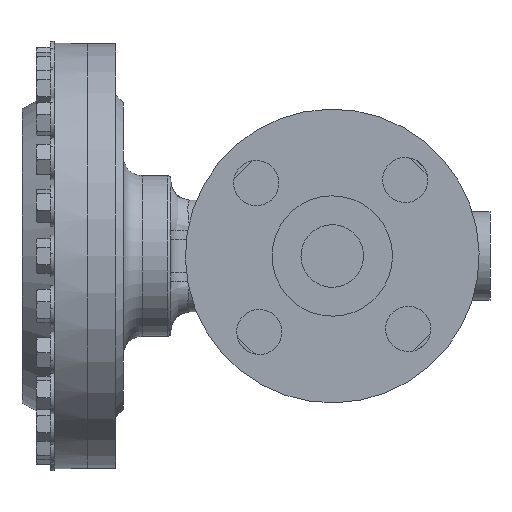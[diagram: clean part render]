
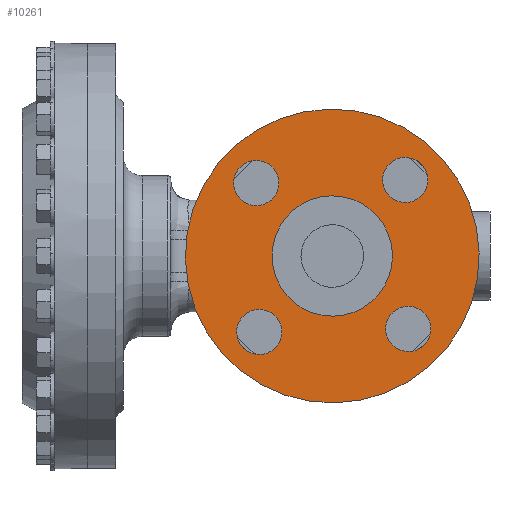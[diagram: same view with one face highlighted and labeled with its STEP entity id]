
A CAD part, left-side view. The second image highlights one B-rep face of the part: STEP entity #10261.
In plain terms, the highlighted planar face has unit normal (-1, 0, 0).
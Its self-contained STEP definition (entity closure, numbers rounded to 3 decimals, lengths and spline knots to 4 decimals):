
#99 = EDGE_CURVE ( 'NONE', #33031, #15365, #31455, .T. ) ;
#228 = AXIS2_PLACEMENT_3D ( 'NONE', #12660, #12540, #12421 ) ;
#316 = EDGE_CURVE ( 'NONE', #25619, #18212, #19836, .T. ) ;
#465 = EDGE_CURVE ( 'NONE', #18212, #25619, #18099, .T. ) ;
#941 = DIRECTION ( 'NONE',  ( 0., 0.02, 1. ) ) ;
#1213 = CIRCLE ( 'NONE', #18137, 0.375 ) ;
#1280 = CIRCLE ( 'NONE', #9842, 0.375 ) ;
#1623 = ORIENTED_EDGE ( 'NONE', *, *, #465, .T. ) ;
#2325 = CARTESIAN_POINT ( 'NONE',  ( -4.8335, 0.0497, 2.4395 ) ) ;
#2326 = VERTEX_POINT ( 'NONE', #6592 ) ;
#2865 = DIRECTION ( 'NONE',  ( -1., 0., 0. ) ) ;
#3044 = CIRCLE ( 'NONE', #4601, 0.375 ) ;
#3232 = VERTEX_POINT ( 'NONE', #13259 ) ;
#4554 = CARTESIAN_POINT ( 'NONE',  ( -4.8335, 0., 0. ) ) ;
#4601 = AXIS2_PLACEMENT_3D ( 'NONE', #19343, #2865, #22118 ) ;
#5183 = AXIS2_PLACEMENT_3D ( 'NONE', #32875, #16425, #35619 ) ;
#5284 = CARTESIAN_POINT ( 'NONE',  ( -4.8335, 1.212, -1.2624 ) ) ;
#5359 = CARTESIAN_POINT ( 'NONE',  ( -4.8335, -0.0497, -2.4395 ) ) ;
#6220 = CIRCLE ( 'NONE', #8891, 2.44 ) ;
#6222 = AXIS2_PLACEMENT_3D ( 'NONE', #5284, #24501, #8075 ) ;
#6566 = FACE_OUTER_BOUND ( 'NONE', #34532, .T. ) ;
#6592 = CARTESIAN_POINT ( 'NONE',  ( -4.8335, 1.2196, -0.8875 ) ) ;
#6881 = CARTESIAN_POINT ( 'NONE',  ( -4.8335, -1.212, 1.2624 ) ) ;
#6998 = DIRECTION ( 'NONE',  ( 1., 0., 0. ) ) ;
#7327 = DIRECTION ( 'NONE',  ( 0., -0.02, -1. ) ) ;
#7425 = FACE_BOUND ( 'NONE', #32815, .T. ) ;
#7699 = EDGE_CURVE ( 'NONE', #29297, #27998, #6220, .T. ) ;
#7737 = VERTEX_POINT ( 'NONE', #32074 ) ;
#8075 = DIRECTION ( 'NONE',  ( 0., 0.02, 1. ) ) ;
#8791 = ORIENTED_EDGE ( 'NONE', *, *, #99, .F. ) ;
#8891 = AXIS2_PLACEMENT_3D ( 'NONE', #4554, #23773, #7327 ) ;
#9637 = EDGE_LOOP ( 'NONE', ( #20639, #13985 ) ) ;
#9669 = DIRECTION ( 'NONE',  ( 0., 0.02, 1. ) ) ;
#9842 = AXIS2_PLACEMENT_3D ( 'NONE', #30077, #13654, #32847 ) ;
#10261 = ADVANCED_FACE ( 'NONE', ( #7425, #28483, #14767, #21167, #13888, #6566 ), #10976, .T. ) ;
#10976 = PLANE ( 'NONE',  #33059 ) ;
#12036 = CARTESIAN_POINT ( 'NONE',  ( -4.8335, 1.2043, -1.6373 ) ) ;
#12421 = DIRECTION ( 'NONE',  ( 0., -0.02, -1. ) ) ;
#12478 = VERTEX_POINT ( 'NONE', #23881 ) ;
#12540 = DIRECTION ( 'NONE',  ( 1., 0., 0. ) ) ;
#12660 = CARTESIAN_POINT ( 'NONE',  ( -4.8335, 0., 0. ) ) ;
#13259 = CARTESIAN_POINT ( 'NONE',  ( -4.8335, 1.27, 1.5869 ) ) ;
#13654 = DIRECTION ( 'NONE',  ( -1., 0., 0. ) ) ;
#13691 = CIRCLE ( 'NONE', #6222, 0.375 ) ;
#13731 = DIRECTION ( 'NONE',  ( 0., 0.02, 1. ) ) ;
#13747 = EDGE_CURVE ( 'NONE', #7737, #3232, #3044, .T. ) ;
#13888 = FACE_BOUND ( 'NONE', #26360, .T. ) ;
#13985 = ORIENTED_EDGE ( 'NONE', *, *, #35559, .F. ) ;
#14767 = FACE_BOUND ( 'NONE', #9637, .T. ) ;
#14779 = DIRECTION ( 'NONE',  ( -1., 0., 0. ) ) ;
#15259 = EDGE_LOOP ( 'NONE', ( #16311, #8791 ) ) ;
#15365 = VERTEX_POINT ( 'NONE', #20831 ) ;
#15491 = CARTESIAN_POINT ( 'NONE',  ( -4.8335, 0.0204, 0.9998 ) ) ;
#16298 = CIRCLE ( 'NONE', #24872, 0.375 ) ;
#16311 = ORIENTED_EDGE ( 'NONE', *, *, #32988, .F. ) ;
#16425 = DIRECTION ( 'NONE',  ( -1., 0., 0. ) ) ;
#17002 = CIRCLE ( 'NONE', #5183, 0.375 ) ;
#17228 = CARTESIAN_POINT ( 'NONE',  ( -4.8335, -1.2043, 1.6373 ) ) ;
#17409 = DIRECTION ( 'NONE',  ( -1., 0., 0. ) ) ;
#18099 = CIRCLE ( 'NONE', #228, 1. ) ;
#18137 = AXIS2_PLACEMENT_3D ( 'NONE', #31210, #14779, #33970 ) ;
#18212 = VERTEX_POINT ( 'NONE', #35311 ) ;
#18751 = DIRECTION ( 'NONE',  ( 0., -0.02, -1. ) ) ;
#18850 = EDGE_CURVE ( 'NONE', #2326, #18973, #17002, .T. ) ;
#18869 = DIRECTION ( 'NONE',  ( 1., 0., 0. ) ) ;
#18973 = VERTEX_POINT ( 'NONE', #12036 ) ;
#18986 = CARTESIAN_POINT ( 'NONE',  ( -4.8335, 0., 0. ) ) ;
#19343 = CARTESIAN_POINT ( 'NONE',  ( -4.8335, 1.2624, 1.212 ) ) ;
#19836 = CIRCLE ( 'NONE', #21170, 1. ) ;
#19844 = CIRCLE ( 'NONE', #26127, 2.44 ) ;
#20202 = EDGE_CURVE ( 'NONE', #12478, #23425, #31992, .T. ) ;
#20214 = ORIENTED_EDGE ( 'NONE', *, *, #7699, .F. ) ;
#20639 = ORIENTED_EDGE ( 'NONE', *, *, #18850, .F. ) ;
#20831 = CARTESIAN_POINT ( 'NONE',  ( -4.8335, -1.2547, -0.8371 ) ) ;
#20952 = ORIENTED_EDGE ( 'NONE', *, *, #20202, .F. ) ;
#21167 = FACE_BOUND ( 'NONE', #15259, .T. ) ;
#21170 = AXIS2_PLACEMENT_3D ( 'NONE', #18986, #18869, #18751 ) ;
#21884 = CARTESIAN_POINT ( 'NONE',  ( -4.8335, -0.9998, 0.0204 ) ) ;
#22118 = DIRECTION ( 'NONE',  ( 0., 0.02, 1. ) ) ;
#23410 = AXIS2_PLACEMENT_3D ( 'NONE', #6881, #26084, #9669 ) ;
#23425 = VERTEX_POINT ( 'NONE', #17228 ) ;
#23454 = CARTESIAN_POINT ( 'NONE',  ( -4.8335, 0., 0. ) ) ;
#23773 = DIRECTION ( 'NONE',  ( 1., 0., 0. ) ) ;
#23881 = CARTESIAN_POINT ( 'NONE',  ( -4.8335, -1.2196, 0.8875 ) ) ;
#24501 = DIRECTION ( 'NONE',  ( -1., 0., 0. ) ) ;
#24872 = AXIS2_PLACEMENT_3D ( 'NONE', #33875, #17409, #941 ) ;
#25619 = VERTEX_POINT ( 'NONE', #15491 ) ;
#25960 = EDGE_CURVE ( 'NONE', #3232, #7737, #16298, .T. ) ;
#26084 = DIRECTION ( 'NONE',  ( -1., 0., 0. ) ) ;
#26127 = AXIS2_PLACEMENT_3D ( 'NONE', #23454, #6998, #26201 ) ;
#26201 = DIRECTION ( 'NONE',  ( 0., -0.02, -1. ) ) ;
#26297 = ORIENTED_EDGE ( 'NONE', *, *, #34900, .F. ) ;
#26360 = EDGE_LOOP ( 'NONE', ( #1623, #31043 ) ) ;
#27998 = VERTEX_POINT ( 'NONE', #5359 ) ;
#28483 = FACE_BOUND ( 'NONE', #31591, .T. ) ;
#28866 = ORIENTED_EDGE ( 'NONE', *, *, #31158, .F. ) ;
#29063 = ORIENTED_EDGE ( 'NONE', *, *, #13747, .F. ) ;
#29297 = VERTEX_POINT ( 'NONE', #2325 ) ;
#29444 = ORIENTED_EDGE ( 'NONE', *, *, #25960, .F. ) ;
#30077 = CARTESIAN_POINT ( 'NONE',  ( -4.8335, -1.2624, -1.212 ) ) ;
#30181 = DIRECTION ( 'NONE',  ( -1., 0., 0. ) ) ;
#30289 = DIRECTION ( 'NONE',  ( 0., 0.02, 1. ) ) ;
#30327 = DIRECTION ( 'NONE',  ( -1., 0., 0. ) ) ;
#30404 = CARTESIAN_POINT ( 'NONE',  ( -4.8335, -1.2624, -1.212 ) ) ;
#31043 = ORIENTED_EDGE ( 'NONE', *, *, #316, .T. ) ;
#31087 = AXIS2_PLACEMENT_3D ( 'NONE', #30404, #30327, #30289 ) ;
#31158 = EDGE_CURVE ( 'NONE', #27998, #29297, #19844, .T. ) ;
#31210 = CARTESIAN_POINT ( 'NONE',  ( -4.8335, -1.212, 1.2624 ) ) ;
#31455 = CIRCLE ( 'NONE', #31087, 0.375 ) ;
#31591 = EDGE_LOOP ( 'NONE', ( #29444, #29063 ) ) ;
#31992 = CIRCLE ( 'NONE', #23410, 0.375 ) ;
#32074 = CARTESIAN_POINT ( 'NONE',  ( -4.8335, 1.2547, 0.8371 ) ) ;
#32815 = EDGE_LOOP ( 'NONE', ( #26297, #20952 ) ) ;
#32847 = DIRECTION ( 'NONE',  ( 0., 0.02, 1. ) ) ;
#32875 = CARTESIAN_POINT ( 'NONE',  ( -4.8335, 1.212, -1.2624 ) ) ;
#32988 = EDGE_CURVE ( 'NONE', #15365, #33031, #1280, .T. ) ;
#33031 = VERTEX_POINT ( 'NONE', #33079 ) ;
#33059 = AXIS2_PLACEMENT_3D ( 'NONE', #21884, #30181, #13731 ) ;
#33079 = CARTESIAN_POINT ( 'NONE',  ( -4.8335, -1.27, -1.5869 ) ) ;
#33875 = CARTESIAN_POINT ( 'NONE',  ( -4.8335, 1.2624, 1.212 ) ) ;
#33970 = DIRECTION ( 'NONE',  ( 0., 0.02, 1. ) ) ;
#34532 = EDGE_LOOP ( 'NONE', ( #28866, #20214 ) ) ;
#34900 = EDGE_CURVE ( 'NONE', #23425, #12478, #1213, .T. ) ;
#35311 = CARTESIAN_POINT ( 'NONE',  ( -4.8335, -0.0204, -0.9998 ) ) ;
#35559 = EDGE_CURVE ( 'NONE', #18973, #2326, #13691, .T. ) ;
#35619 = DIRECTION ( 'NONE',  ( 0., 0.02, 1. ) ) ;
